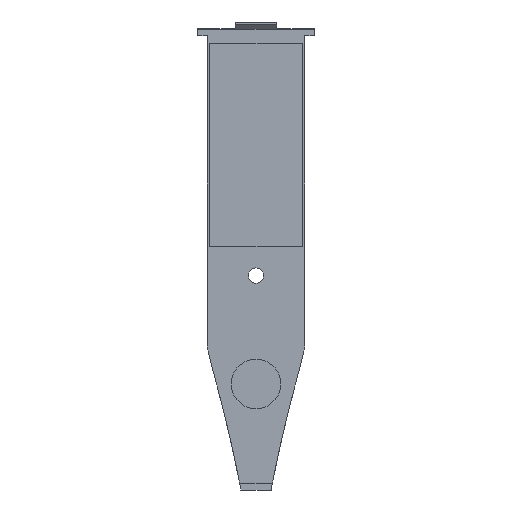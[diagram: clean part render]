
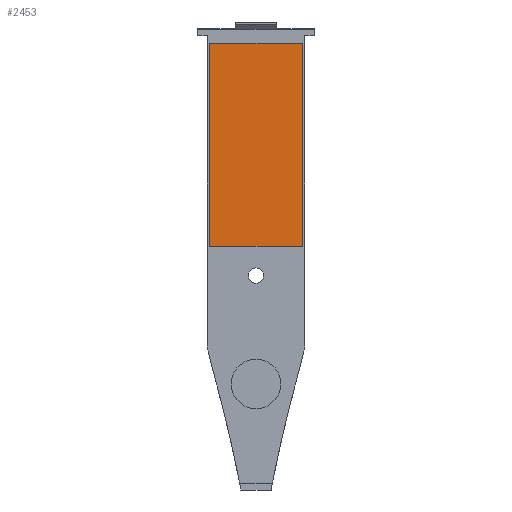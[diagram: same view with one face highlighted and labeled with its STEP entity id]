
A CAD part, top view. The second image highlights one B-rep face of the part: STEP entity #2453.
In plain terms, the highlighted planar face has unit normal (0, 0, 1).
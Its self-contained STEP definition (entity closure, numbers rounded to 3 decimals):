
#1070 = PLANE('',#1071);
#1071 = AXIS2_PLACEMENT_3D('',#1072,#1073,#1074);
#1072 = CARTESIAN_POINT('',(-10.25,-209.5,0.4));
#1073 = DIRECTION('',(0.,1.,-0.));
#1074 = DIRECTION('',(1.,0.,0.));
#1096 = PLANE('',#1097);
#1097 = AXIS2_PLACEMENT_3D('',#1098,#1099,#1100);
#1098 = CARTESIAN_POINT('',(10.25,-209.5,0.4));
#1099 = DIRECTION('',(-1.,0.,0.));
#1100 = DIRECTION('',(0.,1.,0.));
#1122 = PLANE('',#1123);
#1123 = AXIS2_PLACEMENT_3D('',#1124,#1125,#1126);
#1124 = CARTESIAN_POINT('',(10.25,-164.5,0.4));
#1125 = DIRECTION('',(-0.,-1.,0.));
#1126 = DIRECTION('',(-1.,0.,0.));
#1146 = PLANE('',#1147);
#1147 = AXIS2_PLACEMENT_3D('',#1148,#1149,#1150);
#1148 = CARTESIAN_POINT('',(-10.25,-164.5,0.4));
#1149 = DIRECTION('',(1.,0.,0.));
#1150 = DIRECTION('',(0.,-1.,0.));
#2188 = EDGE_CURVE('',#2189,#2191,#2193,.T.);
#2189 = VERTEX_POINT('',#2190);
#2190 = CARTESIAN_POINT('',(-10.25,-209.5,0.4));
#2191 = VERTEX_POINT('',#2192);
#2192 = CARTESIAN_POINT('',(10.25,-209.5,0.4));
#2193 = SURFACE_CURVE('',#2194,(#2198,#2205),.PCURVE_S1.);
#2194 = LINE('',#2195,#2196);
#2195 = CARTESIAN_POINT('',(-10.25,-209.5,0.4));
#2196 = VECTOR('',#2197,1.);
#2197 = DIRECTION('',(1.,0.,0.));
#2198 = PCURVE('',#1070,#2199);
#2199 = DEFINITIONAL_REPRESENTATION('',(#2200),#2204);
#2200 = LINE('',#2201,#2202);
#2201 = CARTESIAN_POINT('',(0.,0.));
#2202 = VECTOR('',#2203,1.);
#2203 = DIRECTION('',(1.,0.));
#2204 = ( GEOMETRIC_REPRESENTATION_CONTEXT(2) 
PARAMETRIC_REPRESENTATION_CONTEXT() REPRESENTATION_CONTEXT('2D SPACE',''
  ) );
#2205 = PCURVE('',#2206,#2211);
#2206 = PLANE('',#2207);
#2207 = AXIS2_PLACEMENT_3D('',#2208,#2209,#2210);
#2208 = CARTESIAN_POINT('',(0.,-196.492,0.4));
#2209 = DIRECTION('',(0.,0.,1.));
#2210 = DIRECTION('',(1.,0.,0.));
#2211 = DEFINITIONAL_REPRESENTATION('',(#2212),#2216);
#2212 = LINE('',#2213,#2214);
#2213 = CARTESIAN_POINT('',(-10.25,-13.008));
#2214 = VECTOR('',#2215,1.);
#2215 = DIRECTION('',(1.,0.));
#2216 = ( GEOMETRIC_REPRESENTATION_CONTEXT(2) 
PARAMETRIC_REPRESENTATION_CONTEXT() REPRESENTATION_CONTEXT('2D SPACE',''
  ) );
#2264 = EDGE_CURVE('',#2265,#2189,#2267,.T.);
#2265 = VERTEX_POINT('',#2266);
#2266 = CARTESIAN_POINT('',(-10.25,-164.5,0.4));
#2267 = SURFACE_CURVE('',#2268,(#2272,#2279),.PCURVE_S1.);
#2268 = LINE('',#2269,#2270);
#2269 = CARTESIAN_POINT('',(-10.25,-164.5,0.4));
#2270 = VECTOR('',#2271,1.);
#2271 = DIRECTION('',(0.,-1.,-0.));
#2272 = PCURVE('',#1146,#2273);
#2273 = DEFINITIONAL_REPRESENTATION('',(#2274),#2278);
#2274 = LINE('',#2275,#2276);
#2275 = CARTESIAN_POINT('',(0.,0.));
#2276 = VECTOR('',#2277,1.);
#2277 = DIRECTION('',(1.,0.));
#2278 = ( GEOMETRIC_REPRESENTATION_CONTEXT(2) 
PARAMETRIC_REPRESENTATION_CONTEXT() REPRESENTATION_CONTEXT('2D SPACE',''
  ) );
#2279 = PCURVE('',#2206,#2280);
#2280 = DEFINITIONAL_REPRESENTATION('',(#2281),#2285);
#2281 = LINE('',#2282,#2283);
#2282 = CARTESIAN_POINT('',(-10.25,31.992));
#2283 = VECTOR('',#2284,1.);
#2284 = DIRECTION('',(0.,-1.));
#2285 = ( GEOMETRIC_REPRESENTATION_CONTEXT(2) 
PARAMETRIC_REPRESENTATION_CONTEXT() REPRESENTATION_CONTEXT('2D SPACE',''
  ) );
#2313 = EDGE_CURVE('',#2314,#2265,#2316,.T.);
#2314 = VERTEX_POINT('',#2315);
#2315 = CARTESIAN_POINT('',(10.25,-164.5,0.4));
#2316 = SURFACE_CURVE('',#2317,(#2321,#2328),.PCURVE_S1.);
#2317 = LINE('',#2318,#2319);
#2318 = CARTESIAN_POINT('',(10.25,-164.5,0.4));
#2319 = VECTOR('',#2320,1.);
#2320 = DIRECTION('',(-1.,0.,0.));
#2321 = PCURVE('',#1122,#2322);
#2322 = DEFINITIONAL_REPRESENTATION('',(#2323),#2327);
#2323 = LINE('',#2324,#2325);
#2324 = CARTESIAN_POINT('',(0.,0.));
#2325 = VECTOR('',#2326,1.);
#2326 = DIRECTION('',(1.,0.));
#2327 = ( GEOMETRIC_REPRESENTATION_CONTEXT(2) 
PARAMETRIC_REPRESENTATION_CONTEXT() REPRESENTATION_CONTEXT('2D SPACE',''
  ) );
#2328 = PCURVE('',#2206,#2329);
#2329 = DEFINITIONAL_REPRESENTATION('',(#2330),#2334);
#2330 = LINE('',#2331,#2332);
#2331 = CARTESIAN_POINT('',(10.25,31.992));
#2332 = VECTOR('',#2333,1.);
#2333 = DIRECTION('',(-1.,0.));
#2334 = ( GEOMETRIC_REPRESENTATION_CONTEXT(2) 
PARAMETRIC_REPRESENTATION_CONTEXT() REPRESENTATION_CONTEXT('2D SPACE',''
  ) );
#2362 = EDGE_CURVE('',#2191,#2314,#2363,.T.);
#2363 = SURFACE_CURVE('',#2364,(#2368,#2375),.PCURVE_S1.);
#2364 = LINE('',#2365,#2366);
#2365 = CARTESIAN_POINT('',(10.25,-209.5,0.4));
#2366 = VECTOR('',#2367,1.);
#2367 = DIRECTION('',(0.,1.,0.));
#2368 = PCURVE('',#1096,#2369);
#2369 = DEFINITIONAL_REPRESENTATION('',(#2370),#2374);
#2370 = LINE('',#2371,#2372);
#2371 = CARTESIAN_POINT('',(0.,0.));
#2372 = VECTOR('',#2373,1.);
#2373 = DIRECTION('',(1.,0.));
#2374 = ( GEOMETRIC_REPRESENTATION_CONTEXT(2) 
PARAMETRIC_REPRESENTATION_CONTEXT() REPRESENTATION_CONTEXT('2D SPACE',''
  ) );
#2375 = PCURVE('',#2206,#2376);
#2376 = DEFINITIONAL_REPRESENTATION('',(#2377),#2381);
#2377 = LINE('',#2378,#2379);
#2378 = CARTESIAN_POINT('',(10.25,-13.008));
#2379 = VECTOR('',#2380,1.);
#2380 = DIRECTION('',(0.,1.));
#2381 = ( GEOMETRIC_REPRESENTATION_CONTEXT(2) 
PARAMETRIC_REPRESENTATION_CONTEXT() REPRESENTATION_CONTEXT('2D SPACE',''
  ) );
#2453 = ADVANCED_FACE('',(#2454),#2206,.T.);
#2454 = FACE_BOUND('',#2455,.T.);
#2455 = EDGE_LOOP('',(#2456,#2457,#2458,#2459));
#2456 = ORIENTED_EDGE('',*,*,#2362,.T.);
#2457 = ORIENTED_EDGE('',*,*,#2313,.T.);
#2458 = ORIENTED_EDGE('',*,*,#2264,.T.);
#2459 = ORIENTED_EDGE('',*,*,#2188,.T.);
